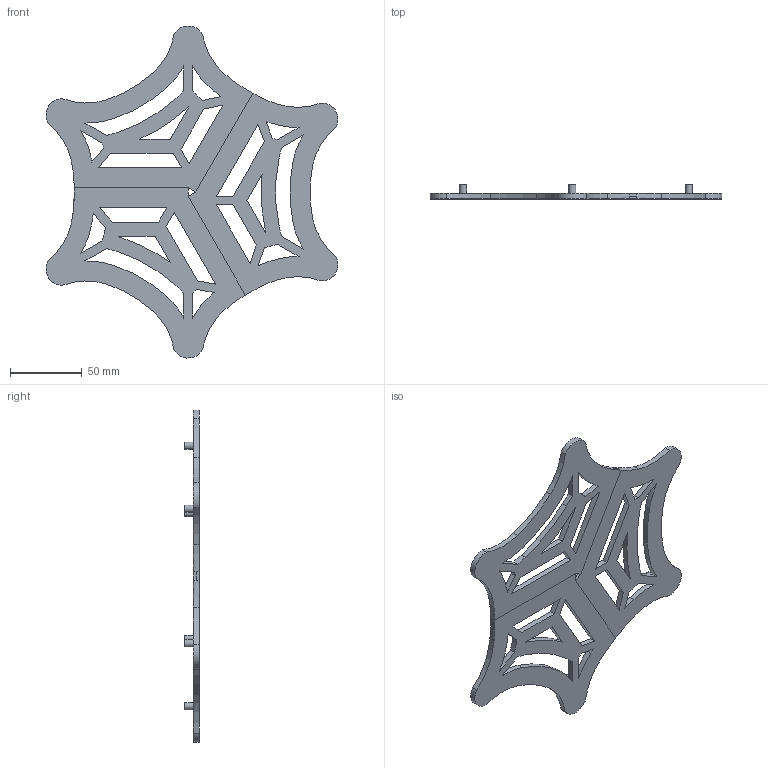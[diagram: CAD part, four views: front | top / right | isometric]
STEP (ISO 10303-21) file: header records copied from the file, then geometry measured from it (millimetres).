
FILE_DESCRIPTION(/* description */ (''),/* implementation_level */ '2;1');
FILE_NAME(/* name */ 'top new v5.step',/* time_stamp */ '2023-03-19T16:21:12+05:30',/* author */ (''),/* organization */ (''),/* preprocessor_version */ 'ST-DEVELOPER v19.2',/* originating_system */ 'Autodesk Translation Framework v11.17.0.187',/* authorisation */ '');
FILE_SCHEMA (('AUTOMOTIVE_DESIGN { 1 0 10303 214 3 1 1 }'));
Length unit declared in the file: centimetre
Products named in the file (2): top new; Component1
Assembly tree (3 placements, depth 2):
  top new
    Component1  x3
Bounding box: 203.92 x 10 x 231.92 mm (x, y, z)
Volume: 85275.3 mm3; surface area: 58291.4 mm2
Topology: 3 solids, 3 shells, 171 faces, 462 edges, 303 vertices
Faces by surface type: plane 90, cylinder 81
Full cylindrical faces by diameter (mm): 5 x6
Entity records: 1895 total; most frequent: DIRECTION 332, CARTESIAN_POINT 317, ORIENTED_EDGE 308, EDGE_CURVE 154, AXIS2_PLACEMENT_3D 116, VERTEX_POINT 101, LINE 100, VECTOR 100
